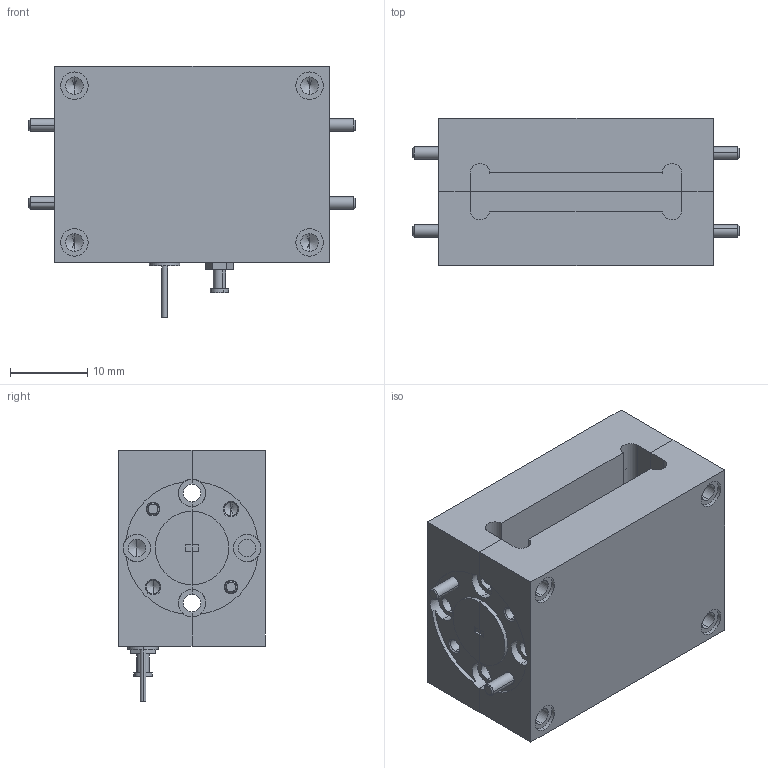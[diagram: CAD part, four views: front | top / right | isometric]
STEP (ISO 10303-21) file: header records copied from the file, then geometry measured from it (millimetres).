
FILE_DESCRIPTION (( 'STEP AP214' ), '1' );
FILE_NAME ('BG-SD-2-A, Defeatured.STEP', '2022-05-31T22:12:37', ( '' ), ( '' ), 'SwSTEP 2.0', 'SolidWorks 2021', '' );
FILE_SCHEMA (( 'AUTOMOTIVE_DESIGN' ));
Length unit declared in the file: inch
Products named in the file (1): BG-SD-2-A, Defeatured
Bounding box: 42.29 x 19.05 x 32.64 mm (x, y, z)
Volume: 14361.1 mm3; surface area: 8999.7 mm2
Topology: 13 solids, 13 shells, 424 faces, 1092 edges, 682 vertices
Faces by surface type: plane 186, cylinder 146, cone 92
Entity records: 18342 total; most frequent: CARTESIAN_POINT 2507, DIRECTION 2178, ORIENTED_EDGE 2096, EDGE_CURVE 1048, AXIS2_PLACEMENT_3D 801, VERTEX_POINT 682, VECTOR 576, LINE 576
